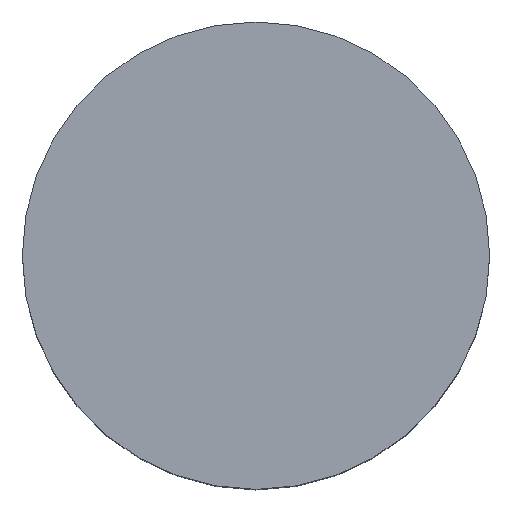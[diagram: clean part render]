
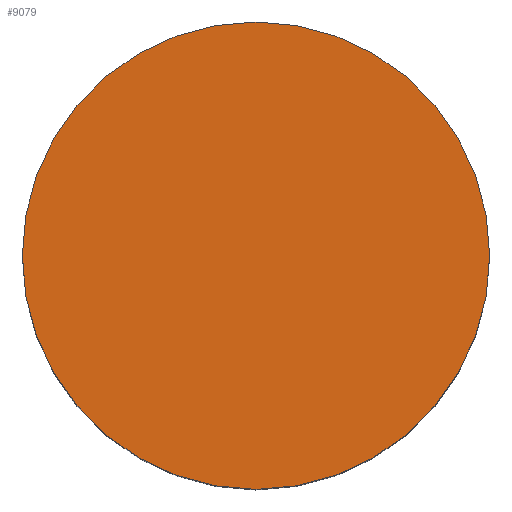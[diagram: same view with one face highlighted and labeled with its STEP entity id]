
A CAD part, top view. The second image highlights one B-rep face of the part: STEP entity #9079.
In plain terms, the highlighted planar face has unit normal (0, 0, 1).
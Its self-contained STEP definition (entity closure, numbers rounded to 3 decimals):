
#1332 = AXIS2_PLACEMENT_3D ( 'NONE', #6268, #6278, #6279 ) ;
#1355 = AXIS2_PLACEMENT_3D ( 'NONE', #6170, #6171, #6172 ) ;
#1356 = AXIS2_PLACEMENT_3D ( 'NONE', #6174, #6175, #6176 ) ;
#2309 = ORIENTED_EDGE ( 'NONE', *, *, #9623, .T. ) ;
#2315 = ORIENTED_EDGE ( 'NONE', *, *, #9625, .T. ) ;
#3929 = EDGE_LOOP ( 'NONE', ( #2315, #2309 ) ) ;
#4524 = VERTEX_POINT ( 'NONE', #9202 ) ;
#4534 = VERTEX_POINT ( 'NONE', #9192 ) ;
#6170 = CARTESIAN_POINT ( 'NONE',  ( 0., 0., 0. ) ) ;
#6171 = DIRECTION ( 'NONE',  ( 0., 0., 1. ) ) ;
#6172 = DIRECTION ( 'NONE',  ( 1., 0., 0. ) ) ;
#6174 = CARTESIAN_POINT ( 'NONE',  ( 0., 0., 0. ) ) ;
#6175 = DIRECTION ( 'NONE',  ( 0., 0., 1. ) ) ;
#6176 = DIRECTION ( 'NONE',  ( 1., 0., 0. ) ) ;
#6268 = CARTESIAN_POINT ( 'NONE',  ( 0., 0., 0. ) ) ;
#6275 = PLANE ( 'NONE',  #1332 ) ;
#6278 = DIRECTION ( 'NONE',  ( 0., 0., -1. ) ) ;
#6279 = DIRECTION ( 'NONE',  ( -1., 0., 0. ) ) ;
#7091 = FACE_OUTER_BOUND ( 'NONE', #3929, .T. ) ;
#7443 = CIRCLE ( 'NONE', #1355, 2. ) ;
#7445 = CIRCLE ( 'NONE', #1356, 2. ) ;
#9079 = ADVANCED_FACE ( 'NONE', ( #7091 ), #6275, .F. ) ;
#9192 = CARTESIAN_POINT ( 'NONE',  ( -2., 0., 0. ) ) ;
#9202 = CARTESIAN_POINT ( 'NONE',  ( 2., 0., 0. ) ) ;
#9623 = EDGE_CURVE ( 'NONE', #4534, #4524, #7443, .T. ) ;
#9625 = EDGE_CURVE ( 'NONE', #4524, #4534, #7445, .T. ) ;
